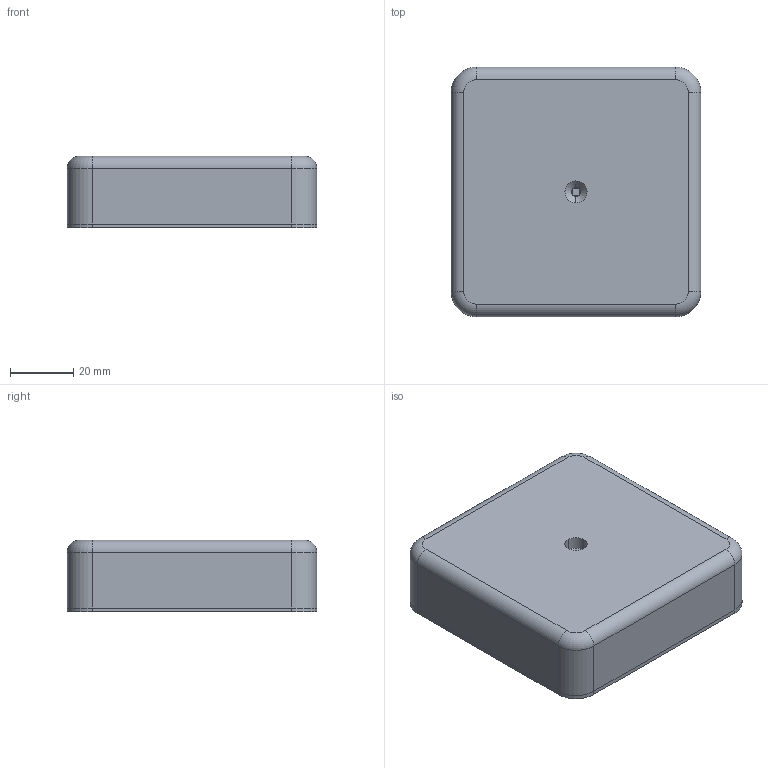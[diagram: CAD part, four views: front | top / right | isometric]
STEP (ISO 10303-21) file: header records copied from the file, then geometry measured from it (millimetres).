
FILE_DESCRIPTION (( 'STEP AP214' ), '1' );
FILE_NAME ('UKO10-075-075-020-K34-E.STEP', '2021-12-15T08:25:12', ( '' ), ( '' ), 'SwSTEP 2.0', 'SolidWorks 2021', '' );
FILE_SCHEMA (( 'AUTOMOTIVE_DESIGN' ));
Length unit declared in the file: millimetre
Products named in the file (1): UKO10-075-075-020-K34-E
Bounding box: 79 x 79 x 22.75 mm (x, y, z)
Volume: 29123 mm3; surface area: 41091.2 mm2
Topology: 2 solids, 2 shells, 433 faces, 1202 edges, 788 vertices
Faces by surface type: plane 303, cylinder 110, torus 16, cone 4
Entity records: 13847 total; most frequent: CARTESIAN_POINT 2424, ORIENTED_EDGE 2404, DIRECTION 2334, EDGE_CURVE 1202, LINE 938, VECTOR 938, VERTEX_POINT 788, AXIS2_PLACEMENT_3D 698
